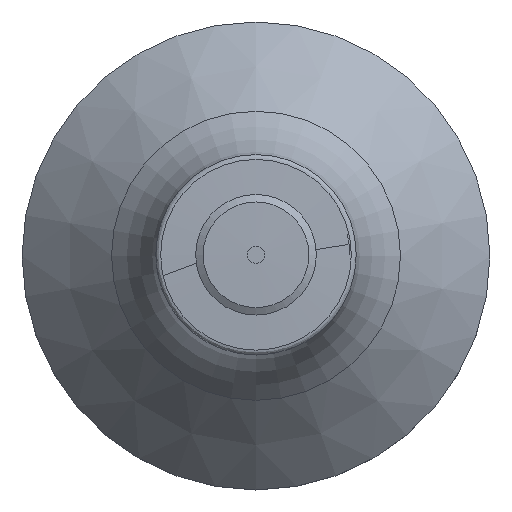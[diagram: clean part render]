
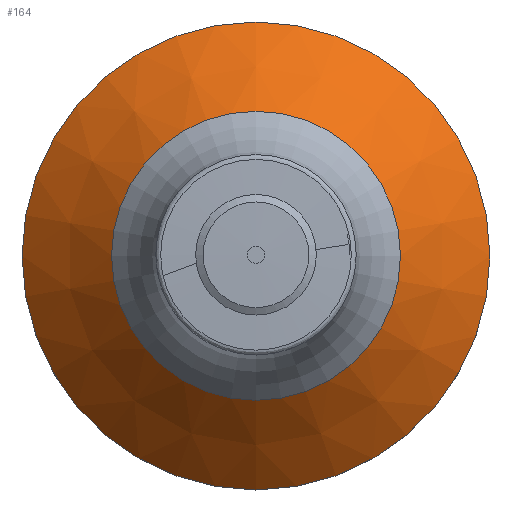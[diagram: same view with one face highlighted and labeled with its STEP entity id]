
A CAD part, top view. The second image highlights one B-rep face of the part: STEP entity #164.
In plain terms, the highlighted conical face has half-angle 45 degrees and reference radius 7 mm.
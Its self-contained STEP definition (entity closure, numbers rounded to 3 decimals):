
#35=CONICAL_SURFACE('',#438,7.,45.);
#129=FACE_BOUND('',#223,.T.);
#130=FACE_BOUND('',#224,.T.);
#164=ADVANCED_FACE('',(#129,#130),#35,.T.);
#223=EDGE_LOOP('',(#286));
#224=EDGE_LOOP('',(#287));
#286=ORIENTED_EDGE('',*,*,#377,.T.);
#287=ORIENTED_EDGE('',*,*,#378,.T.);
#340=VERTEX_POINT('',#713);
#341=VERTEX_POINT('',#715);
#377=EDGE_CURVE('',#340,#340,#400,.T.);
#378=EDGE_CURVE('',#341,#341,#401,.T.);
#400=CIRCLE('',#436,10.808);
#401=CIRCLE('',#437,17.5);
#436=AXIS2_PLACEMENT_3D('',#712,#528,#529);
#437=AXIS2_PLACEMENT_3D('',#714,#530,#531);
#438=AXIS2_PLACEMENT_3D('',#716,#532,#533);
#528=DIRECTION('',(0.,0.,-1.));
#529=DIRECTION('',(0.,1.,0.));
#530=DIRECTION('',(0.,0.,1.));
#531=DIRECTION('',(0.,-1.,0.));
#532=DIRECTION('',(0.,0.,-1.));
#533=DIRECTION('',(0.,1.,0.));
#712=CARTESIAN_POINT('',(0.,0.,11.692));
#713=CARTESIAN_POINT('',(0.,10.808,11.692));
#714=CARTESIAN_POINT('',(0.,0.,5.));
#715=CARTESIAN_POINT('',(0.,-17.5,5.));
#716=CARTESIAN_POINT('',(0.,0.,15.5));
